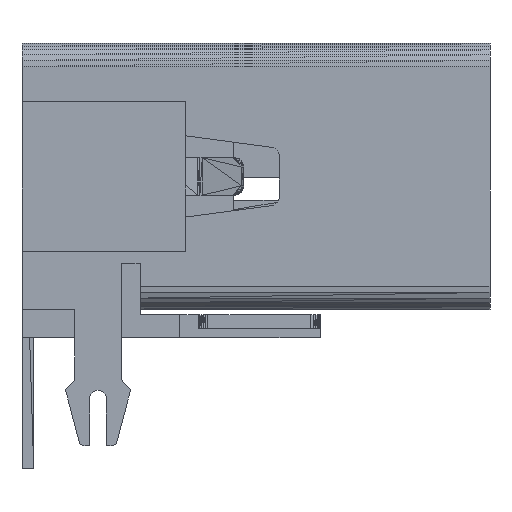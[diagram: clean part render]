
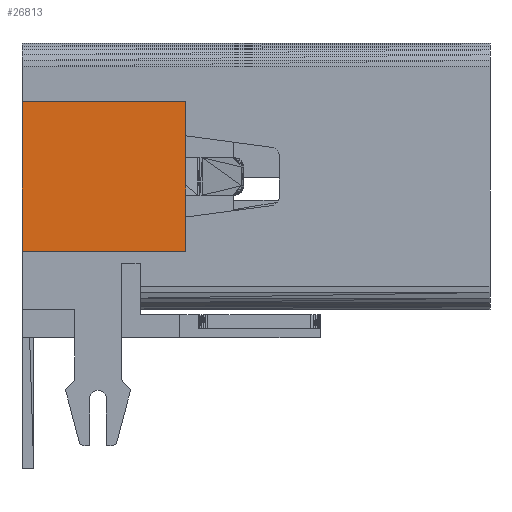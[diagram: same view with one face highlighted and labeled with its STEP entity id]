
A CAD part, left-side view. The second image highlights one B-rep face of the part: STEP entity #26813.
In plain terms, the highlighted planar face has unit normal (-1, 0, 0).
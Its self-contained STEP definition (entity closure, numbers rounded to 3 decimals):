
#38=FACE_OUTER_BOUND('',#2210,.T.);
#2210=EDGE_LOOP('',(#17074,#17075,#17076,#17077));
#4415=LINE('',#39280,#8117);
#4416=LINE('',#39283,#8118);
#4419=LINE('',#39289,#8121);
#4420=LINE('',#39290,#8122);
#8117=VECTOR('',#31210,1.);
#8118=VECTOR('',#31213,10.);
#8121=VECTOR('',#31218,1.);
#8122=VECTOR('',#31219,1.);
#11816=VERTEX_POINT('',#39274);
#11818=VERTEX_POINT('',#39278);
#11819=VERTEX_POINT('',#39282);
#11821=VERTEX_POINT('',#39288);
#13366=EDGE_CURVE('',#11818,#11816,#4415,.T.);
#13367=EDGE_CURVE('',#11819,#11816,#4416,.T.);
#13370=EDGE_CURVE('',#11821,#11818,#4419,.T.);
#13371=EDGE_CURVE('',#11819,#11821,#4420,.T.);
#17074=ORIENTED_EDGE('',*,*,#13367,.T.);
#17075=ORIENTED_EDGE('',*,*,#13366,.F.);
#17076=ORIENTED_EDGE('',*,*,#13370,.F.);
#17077=ORIENTED_EDGE('',*,*,#13371,.F.);
#24450=PLANE('',#29008);
#26813=ADVANCED_FACE('',(#38),#24450,.T.);
#29008=AXIS2_PLACEMENT_3D('',#39287,#31216,#31217);
#31210=DIRECTION('',(0.,0.,-1.));
#31213=DIRECTION('',(0.,-1.,0.));
#31216=DIRECTION('center_axis',(-1.,0.,0.));
#31217=DIRECTION('ref_axis',(0.,0.,1.));
#31218=DIRECTION('',(0.,-1.,0.));
#31219=DIRECTION('',(0.,0.,1.));
#39274=CARTESIAN_POINT('',(-7.3,-0.065,1.85));
#39278=CARTESIAN_POINT('',(-7.3,-0.065,5.05));
#39280=CARTESIAN_POINT('',(-7.3,-0.065,5.05));
#39282=CARTESIAN_POINT('',(-7.3,3.435,1.85));
#39283=CARTESIAN_POINT('',(-7.3,3.435,1.85));
#39287=CARTESIAN_POINT('Origin',(-7.3,3.435,5.05));
#39288=CARTESIAN_POINT('',(-7.3,3.435,5.05));
#39289=CARTESIAN_POINT('',(-7.3,3.435,5.05));
#39290=CARTESIAN_POINT('',(-7.3,3.435,1.85));
